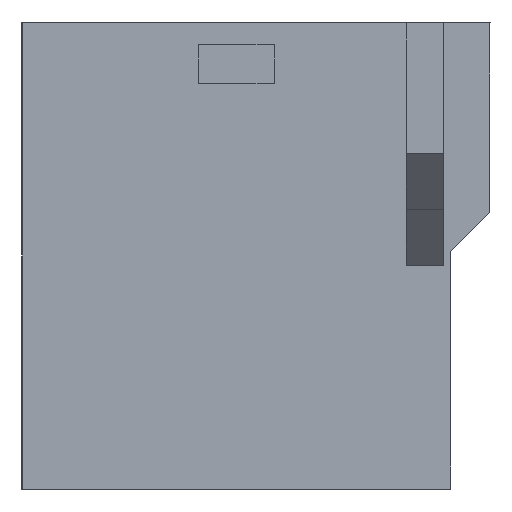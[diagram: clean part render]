
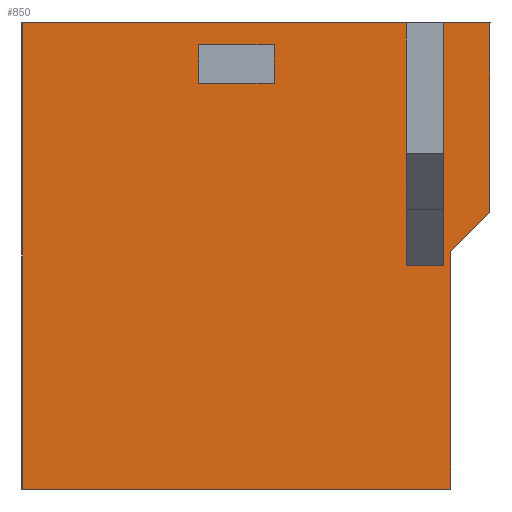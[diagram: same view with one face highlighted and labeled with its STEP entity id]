
A CAD part, left-side view. The second image highlights one B-rep face of the part: STEP entity #850.
In plain terms, the highlighted planar face has unit normal (-1, 0, 0).
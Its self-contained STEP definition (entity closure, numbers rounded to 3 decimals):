
#1 = CARTESIAN_POINT ( 'NONE',  ( -44.8, -22.5, 30. ) ) ;
#14 = EDGE_CURVE ( 'NONE', #294, #2200, #630, .T. ) ;
#101 = DIRECTION ( 'NONE',  ( 0., -1., 0. ) ) ;
#106 = CARTESIAN_POINT ( 'NONE',  ( -44.8, 0.6, 1.6 ) ) ;
#118 = LINE ( 'NONE', #777, #1120 ) ;
#141 = VECTOR ( 'NONE', #1249, 1000. ) ;
#144 = CARTESIAN_POINT ( 'NONE',  ( -44.8, 3.738, 47.663 ) ) ;
#152 = LINE ( 'NONE', #1723, #1553 ) ;
#209 = VECTOR ( 'NONE', #742, 1000. ) ;
#250 = ORIENTED_EDGE ( 'NONE', *, *, #1937, .F. ) ;
#265 = EDGE_CURVE ( 'NONE', #833, #1422, #720, .T. ) ;
#267 = LINE ( 'NONE', #1, #1923 ) ;
#269 = CARTESIAN_POINT ( 'NONE',  ( -44.8, 0., 24. ) ) ;
#271 = ORIENTED_EDGE ( 'NONE', *, *, #1171, .F. ) ;
#282 = EDGE_LOOP ( 'NONE', ( #1467, #1246, #2044, #250, #1711, #1327, #2017, #1316, #681, #1351 ) ) ;
#294 = VERTEX_POINT ( 'NONE', #1617 ) ;
#310 = CARTESIAN_POINT ( 'NONE',  ( -44.8, -27.5, 50. ) ) ;
#334 = EDGE_CURVE ( 'NONE', #833, #1844, #1988, .T. ) ;
#379 = FACE_OUTER_BOUND ( 'NONE', #282, .T. ) ;
#381 = VECTOR ( 'NONE', #101, 1000. ) ;
#391 = EDGE_CURVE ( 'NONE', #1282, #483, #118, .T. ) ;
#401 = DIRECTION ( 'NONE',  ( 0., -1., 0. ) ) ;
#412 = LINE ( 'NONE', #769, #209 ) ;
#429 = VERTEX_POINT ( 'NONE', #2183 ) ;
#435 = ORIENTED_EDGE ( 'NONE', *, *, #14, .F. ) ;
#483 = VERTEX_POINT ( 'NONE', #310 ) ;
#496 = VECTOR ( 'NONE', #1544, 1000. ) ;
#528 = CARTESIAN_POINT ( 'NONE',  ( -44.8, -22.5, 50. ) ) ;
#549 = DIRECTION ( 'NONE',  ( 0., 0., -1. ) ) ;
#573 = CARTESIAN_POINT ( 'NONE',  ( -44.8, -18.5, 50. ) ) ;
#601 = DIRECTION ( 'NONE',  ( 0., 0., -1. ) ) ;
#619 = DIRECTION ( 'NONE',  ( 0., 0., 1. ) ) ;
#624 = CARTESIAN_POINT ( 'NONE',  ( -44.8, -4.338, 43.504 ) ) ;
#630 = LINE ( 'NONE', #2205, #1517 ) ;
#637 = CARTESIAN_POINT ( 'NONE',  ( -44.8, -23.3, 25.5 ) ) ;
#646 = LINE ( 'NONE', #269, #2100 ) ;
#654 = DIRECTION ( 'NONE',  ( 0., -1., 0. ) ) ;
#670 = CARTESIAN_POINT ( 'NONE',  ( -44.8, 0., 1. ) ) ;
#681 = ORIENTED_EDGE ( 'NONE', *, *, #1308, .T. ) ;
#720 = LINE ( 'NONE', #1419, #141 ) ;
#742 = DIRECTION ( 'NONE',  ( 0., 0., -1. ) ) ;
#744 = CARTESIAN_POINT ( 'NONE',  ( -44.8, 22.7, 0. ) ) ;
#769 = CARTESIAN_POINT ( 'NONE',  ( -44.8, 3.738, 43.504 ) ) ;
#777 = CARTESIAN_POINT ( 'NONE',  ( -44.8, 22.7, 50. ) ) ;
#779 = EDGE_CURVE ( 'NONE', #429, #1459, #1320, .T. ) ;
#783 = CARTESIAN_POINT ( 'NONE',  ( -44.8, 0., 0. ) ) ;
#802 = CARTESIAN_POINT ( 'NONE',  ( -44.8, 22.7, 1. ) ) ;
#833 = VERTEX_POINT ( 'NONE', #637 ) ;
#850 = ADVANCED_FACE ( 'NONE', ( #2238, #379 ), #1884, .F. ) ;
#856 = DIRECTION ( 'NONE',  ( 0., 0., 1. ) ) ;
#877 = CARTESIAN_POINT ( 'NONE',  ( -44.8, -27.5, 29.7 ) ) ;
#879 = DIRECTION ( 'NONE',  ( 0., 0., 1. ) ) ;
#894 = LINE ( 'NONE', #1745, #496 ) ;
#900 = AXIS2_PLACEMENT_3D ( 'NONE', #670, #1347, #549 ) ;
#919 = VERTEX_POINT ( 'NONE', #144 ) ;
#921 = DIRECTION ( 'NONE',  ( 0., -1., 0. ) ) ;
#933 = EDGE_CURVE ( 'NONE', #1542, #1929, #152, .T. ) ;
#934 = VECTOR ( 'NONE', #401, 1000. ) ;
#953 = LINE ( 'NONE', #783, #1629 ) ;
#1007 = EDGE_CURVE ( 'NONE', #1459, #1422, #953, .T. ) ;
#1041 = CARTESIAN_POINT ( 'NONE',  ( -44.8, -27.5, 30. ) ) ;
#1120 = VECTOR ( 'NONE', #654, 1000. ) ;
#1146 = ORIENTED_EDGE ( 'NONE', *, *, #2065, .F. ) ;
#1171 = EDGE_CURVE ( 'NONE', #2186, #294, #2227, .T. ) ;
#1193 = EDGE_LOOP ( 'NONE', ( #1839, #1146, #435, #271 ) ) ;
#1206 = CARTESIAN_POINT ( 'NONE',  ( -44.8, -22.5, 24. ) ) ;
#1210 = DIRECTION ( 'NONE',  ( 0., 0., 1. ) ) ;
#1246 = ORIENTED_EDGE ( 'NONE', *, *, #1650, .T. ) ;
#1249 = DIRECTION ( 'NONE',  ( 0., 0., -1. ) ) ;
#1282 = VERTEX_POINT ( 'NONE', #528 ) ;
#1308 = EDGE_CURVE ( 'NONE', #1844, #483, #2245, .T. ) ;
#1316 = ORIENTED_EDGE ( 'NONE', *, *, #334, .T. ) ;
#1320 = LINE ( 'NONE', #802, #1590 ) ;
#1327 = ORIENTED_EDGE ( 'NONE', *, *, #1007, .T. ) ;
#1330 = VECTOR ( 'NONE', #856, 1000. ) ;
#1347 = DIRECTION ( 'NONE',  ( 1., 0., 0. ) ) ;
#1351 = ORIENTED_EDGE ( 'NONE', *, *, #391, .F. ) ;
#1419 = CARTESIAN_POINT ( 'NONE',  ( -44.8, -23.3, 1. ) ) ;
#1422 = VERTEX_POINT ( 'NONE', #1935 ) ;
#1440 = CARTESIAN_POINT ( 'NONE',  ( -44.8, 3.738, 43.504 ) ) ;
#1459 = VERTEX_POINT ( 'NONE', #744 ) ;
#1467 = ORIENTED_EDGE ( 'NONE', *, *, #2011, .F. ) ;
#1486 = DIRECTION ( 'NONE',  ( 0., -0.707, 0.707 ) ) ;
#1517 = VECTOR ( 'NONE', #619, 1000. ) ;
#1520 = VECTOR ( 'NONE', #1486, 1000. ) ;
#1542 = VERTEX_POINT ( 'NONE', #1992 ) ;
#1544 = DIRECTION ( 'NONE',  ( 0., 1., 0. ) ) ;
#1553 = VECTOR ( 'NONE', #1210, 1000. ) ;
#1590 = VECTOR ( 'NONE', #601, 1000. ) ;
#1617 = CARTESIAN_POINT ( 'NONE',  ( -44.8, -4.338, 43.504 ) ) ;
#1620 = CARTESIAN_POINT ( 'NONE',  ( -44.8, -4.338, 47.663 ) ) ;
#1629 = VECTOR ( 'NONE', #921, 1000. ) ;
#1650 = EDGE_CURVE ( 'NONE', #2123, #1542, #646, .T. ) ;
#1711 = ORIENTED_EDGE ( 'NONE', *, *, #779, .T. ) ;
#1723 = CARTESIAN_POINT ( 'NONE',  ( -44.8, -18.5, 30. ) ) ;
#1745 = CARTESIAN_POINT ( 'NONE',  ( -44.8, -4.338, 47.663 ) ) ;
#1784 = CARTESIAN_POINT ( 'NONE',  ( -44.8, 22.7, 50. ) ) ;
#1839 = ORIENTED_EDGE ( 'NONE', *, *, #2174, .F. ) ;
#1844 = VERTEX_POINT ( 'NONE', #877 ) ;
#1884 = PLANE ( 'NONE',  #900 ) ;
#1923 = VECTOR ( 'NONE', #879, 1000. ) ;
#1929 = VERTEX_POINT ( 'NONE', #573 ) ;
#1935 = CARTESIAN_POINT ( 'NONE',  ( -44.8, -23.3, 0. ) ) ;
#1937 = EDGE_CURVE ( 'NONE', #429, #1929, #1967, .T. ) ;
#1967 = LINE ( 'NONE', #1784, #934 ) ;
#1988 = LINE ( 'NONE', #106, #1520 ) ;
#1992 = CARTESIAN_POINT ( 'NONE',  ( -44.8, -18.5, 24. ) ) ;
#2011 = EDGE_CURVE ( 'NONE', #2123, #1282, #267, .T. ) ;
#2017 = ORIENTED_EDGE ( 'NONE', *, *, #265, .F. ) ;
#2044 = ORIENTED_EDGE ( 'NONE', *, *, #933, .T. ) ;
#2065 = EDGE_CURVE ( 'NONE', #2200, #919, #894, .T. ) ;
#2100 = VECTOR ( 'NONE', #2185, 1000. ) ;
#2123 = VERTEX_POINT ( 'NONE', #1206 ) ;
#2174 = EDGE_CURVE ( 'NONE', #919, #2186, #412, .T. ) ;
#2183 = CARTESIAN_POINT ( 'NONE',  ( -44.8, 22.7, 50. ) ) ;
#2185 = DIRECTION ( 'NONE',  ( 0., 1., 0. ) ) ;
#2186 = VERTEX_POINT ( 'NONE', #1440 ) ;
#2200 = VERTEX_POINT ( 'NONE', #1620 ) ;
#2205 = CARTESIAN_POINT ( 'NONE',  ( -44.8, -4.338, 43.504 ) ) ;
#2227 = LINE ( 'NONE', #624, #381 ) ;
#2238 = FACE_BOUND ( 'NONE', #1193, .T. ) ;
#2245 = LINE ( 'NONE', #1041, #1330 ) ;
